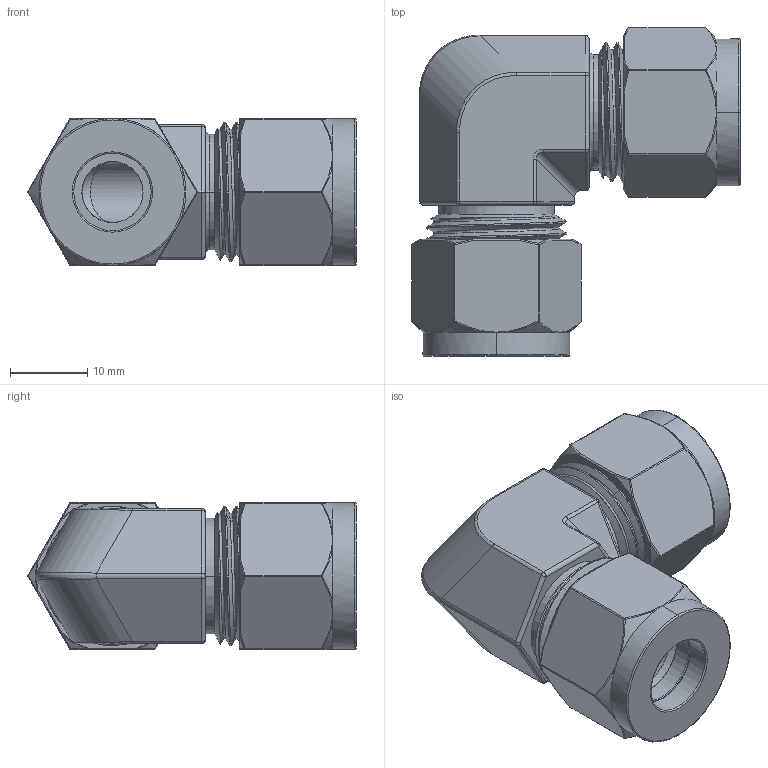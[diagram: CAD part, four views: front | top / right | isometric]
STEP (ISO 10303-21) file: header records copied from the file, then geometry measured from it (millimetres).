
FILE_DESCRIPTION((''),'2;1');
FILE_NAME('001_CLA_UNION__ELBOW_MASTER_ASM','2025-06-20T13:31:30',('Administrator'),(''),'CREO PARAMETRIC BY PTC INC, 2020414','CREO PARAMETRIC BY PTC INC, 2020414','');
FILE_SCHEMA(('AUTOMOTIVE_DESIGN { 1 0 10303 214 1 1 1 1 }'));
Length unit declared in the file: millimetre
Products named in the file (5): DIN2353-TUBE_CLA; DIN2353_TUBE_NUT_CLA; BACK_FERRULE_CLA; FRONT_FERRULE_CLA; 001_CLA_UNION__ELBOW_MASTER_ASM
Assembly tree (7 placements, depth 2):
  001_CLA_UNION__ELBOW_MASTER_ASM
    DIN2353-TUBE_CLA
    DIN2353_TUBE_NUT_CLA  x2
    BACK_FERRULE_CLA  x2
    FRONT_FERRULE_CLA  x2
Bounding box: 42.44 x 42.44 x 19 mm (x, y, z)
Volume: 12441.1 mm3; surface area: 11404.2 mm2
Topology: 7 solids, 7 shells, 442 faces, 1008 edges, 635 vertices
Faces by surface type: cylinder 130, bspline 86, torus 70, cone 60, sphere 56, plane 40
Entity records: 27950 total; most frequent: CARTESIAN_POINT 20430, ORIENTED_EDGE 1270, DIRECTION 1242, EDGE_CURVE 635, AXIS2_PLACEMENT_3D 521, VERTEX_POINT 361, PRESENTATION_STYLE_ASSIGNMENT 338, STYLED_ITEM 338
